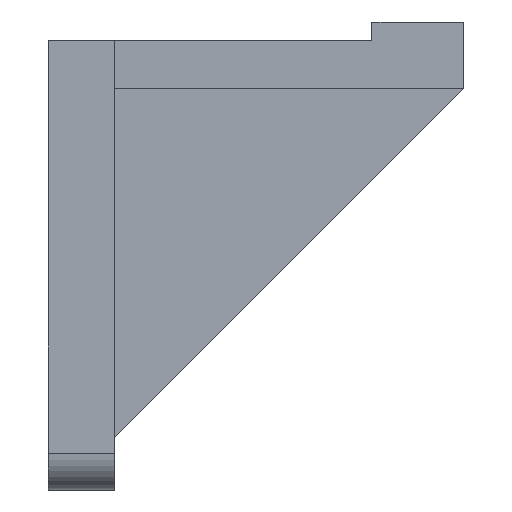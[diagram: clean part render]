
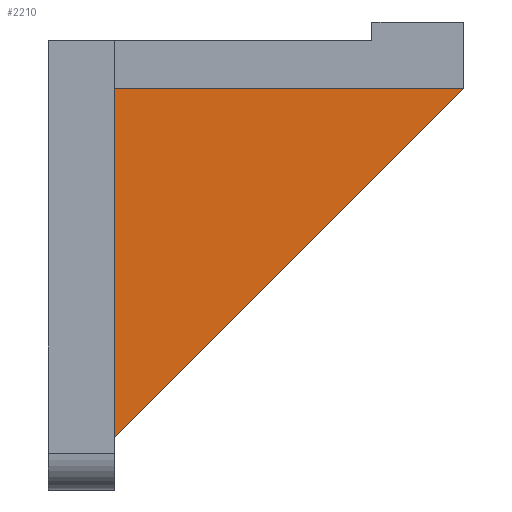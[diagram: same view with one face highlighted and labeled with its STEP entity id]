
A CAD part, front view. The second image highlights one B-rep face of the part: STEP entity #2210.
In plain terms, the highlighted planar face has unit normal (0, -1, 0).
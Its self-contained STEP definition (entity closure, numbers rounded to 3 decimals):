
#140=PLANE('',#2348);
#228=FACE_OUTER_BOUND('',#348,.T.);
#348=EDGE_LOOP('',(#1897,#1898,#1899));
#619=LINE('',#3417,#869);
#623=LINE('',#3425,#873);
#626=LINE('',#3430,#876);
#869=VECTOR('',#2775,10.);
#873=VECTOR('',#2781,10.);
#876=VECTOR('',#2786,10.);
#1119=VERTEX_POINT('',#3415);
#1120=VERTEX_POINT('',#3416);
#1123=VERTEX_POINT('',#3424);
#1387=EDGE_CURVE('',#1119,#1120,#619,.T.);
#1391=EDGE_CURVE('',#1123,#1120,#623,.T.);
#1394=EDGE_CURVE('',#1123,#1119,#626,.T.);
#1897=ORIENTED_EDGE('',*,*,#1394,.T.);
#1898=ORIENTED_EDGE('',*,*,#1387,.T.);
#1899=ORIENTED_EDGE('',*,*,#1391,.F.);
#2210=ADVANCED_FACE('',(#228),#140,.T.);
#2348=AXIS2_PLACEMENT_3D('',#3432,#2788,#2789);
#2775=DIRECTION('',(0.707,0.,0.707));
#2781=DIRECTION('',(1.,0.,0.));
#2786=DIRECTION('',(0.,0.,-1.));
#2788=DIRECTION('center_axis',(0.,-1.,0.));
#2789=DIRECTION('ref_axis',(1.,0.,0.));
#3415=CARTESIAN_POINT('',(0.,0.,-95.));
#3416=CARTESIAN_POINT('',(95.,0.,0.));
#3417=CARTESIAN_POINT('',(0.,0.,-95.));
#3424=CARTESIAN_POINT('',(0.,0.,0.));
#3425=CARTESIAN_POINT('',(0.,0.,0.));
#3430=CARTESIAN_POINT('',(0.,0.,0.));
#3432=CARTESIAN_POINT('Origin',(47.5,0.,-47.5));
